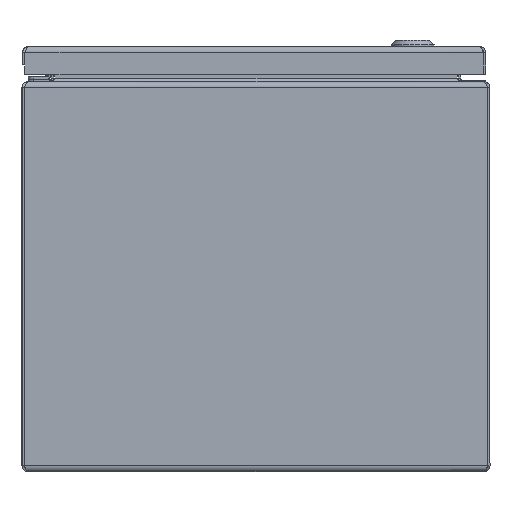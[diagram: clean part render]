
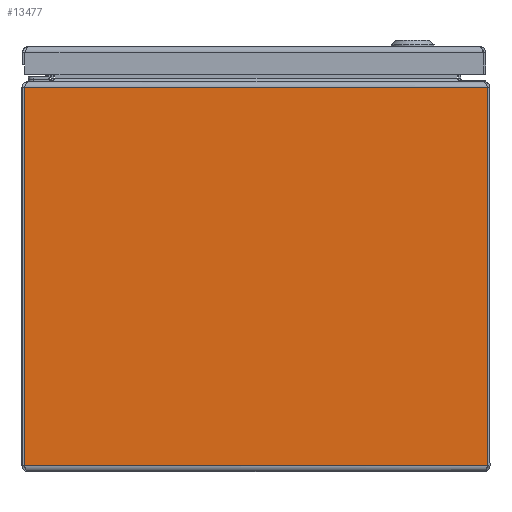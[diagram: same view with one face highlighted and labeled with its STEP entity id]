
A CAD part, front view. The second image highlights one B-rep face of the part: STEP entity #13477.
In plain terms, the highlighted planar face has unit normal (0, -1, 0).
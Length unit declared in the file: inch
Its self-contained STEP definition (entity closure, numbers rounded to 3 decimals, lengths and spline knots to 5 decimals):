
#1040=PLANE('',#14378);
#1826=FACE_OUTER_BOUND('',#2701,.T.);
#2701=EDGE_LOOP('',(#9121,#9122,#9123,#9124));
#3808=LINE('',#19749,#4854);
#3809=LINE('',#19767,#4855);
#3810=LINE('',#19768,#4856);
#3811=LINE('',#19769,#4857);
#4854=VECTOR('',#15803,11.88059);
#4855=VECTOR('',#15806,11.88059);
#4856=VECTOR('',#15807,9.6945);
#4857=VECTOR('',#15808,9.6945);
#5972=VERTEX_POINT('',#19747);
#5973=VERTEX_POINT('',#19748);
#5974=VERTEX_POINT('',#19765);
#5975=VERTEX_POINT('',#19766);
#7205=EDGE_CURVE('',#5972,#5973,#3808,.T.);
#7208=EDGE_CURVE('',#5974,#5975,#3809,.T.);
#7209=EDGE_CURVE('',#5972,#5975,#3810,.T.);
#7210=EDGE_CURVE('',#5974,#5973,#3811,.T.);
#9121=ORIENTED_EDGE('',*,*,#7208,.T.);
#9122=ORIENTED_EDGE('',*,*,#7209,.F.);
#9123=ORIENTED_EDGE('',*,*,#7205,.T.);
#9124=ORIENTED_EDGE('',*,*,#7210,.F.);
#13477=ADVANCED_FACE('',(#1826),#1040,.F.);
#14378=AXIS2_PLACEMENT_3D('',#19764,#15804,#15805);
#15803=DIRECTION('',(-1.,0.,0.));
#15804=DIRECTION('center_axis',(0.,1.,0.));
#15805=DIRECTION('ref_axis',(1.,0.,0.));
#15806=DIRECTION('',(1.,0.,0.));
#15807=DIRECTION('',(0.,0.,-1.));
#15808=DIRECTION('',(0.,0.,1.));
#19747=CARTESIAN_POINT('',(11.94029,0.,9.84725));
#19748=CARTESIAN_POINT('',(0.05971,0.,9.84725));
#19749=CARTESIAN_POINT('',(8.97015,0.,9.84725));
#19764=CARTESIAN_POINT('Origin',(6.,0.,5.00453));
#19765=CARTESIAN_POINT('',(0.05971,0.,0.15275));
#19766=CARTESIAN_POINT('',(11.94029,0.,0.15275));
#19767=CARTESIAN_POINT('',(6.,0.,0.15275));
#19768=CARTESIAN_POINT('',(11.94029,0.,0.15275));
#19769=CARTESIAN_POINT('',(0.05971,0.,0.15275));
